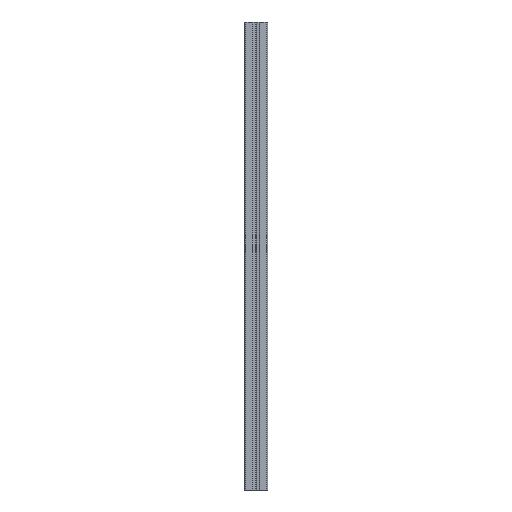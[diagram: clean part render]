
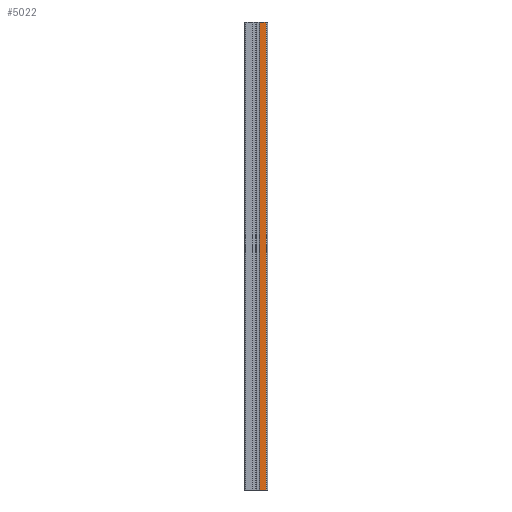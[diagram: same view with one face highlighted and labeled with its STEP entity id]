
A CAD part, front view. The second image highlights one B-rep face of the part: STEP entity #5022.
In plain terms, the highlighted planar face has unit normal (0, -1, 0).
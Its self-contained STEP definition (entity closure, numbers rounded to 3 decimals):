
#73 = EDGE_CURVE ( 'NONE', #1679, #4344, #1633, .T. ) ;
#87 = VERTEX_POINT ( 'NONE', #4151 ) ;
#184 = LINE ( 'NONE', #3285, #5760 ) ;
#327 = CARTESIAN_POINT ( 'NONE',  ( 13., -15., -575. ) ) ;
#429 = LINE ( 'NONE', #6686, #5533 ) ;
#477 = EDGE_CURVE ( 'NONE', #87, #4066, #1046, .T. ) ;
#535 = CARTESIAN_POINT ( 'NONE',  ( 4.75, -15., -575. ) ) ;
#975 = ORIENTED_EDGE ( 'NONE', *, *, #73, .F. ) ;
#1046 = LINE ( 'NONE', #535, #4185 ) ;
#1633 = LINE ( 'NONE', #3712, #5928 ) ;
#1679 = VERTEX_POINT ( 'NONE', #1841 ) ;
#1841 = CARTESIAN_POINT ( 'NONE',  ( 4.75, -15., 25. ) ) ;
#2612 = DIRECTION ( 'NONE',  ( 1., 0., 0. ) ) ;
#2704 = AXIS2_PLACEMENT_3D ( 'NONE', #5139, #3572, #3168 ) ;
#2955 = ORIENTED_EDGE ( 'NONE', *, *, #5939, .T. ) ;
#3168 = DIRECTION ( 'NONE',  ( 1., 0., 0. ) ) ;
#3282 = CARTESIAN_POINT ( 'NONE',  ( 13., -15., 25. ) ) ;
#3285 = CARTESIAN_POINT ( 'NONE',  ( 13., -15., -575. ) ) ;
#3572 = DIRECTION ( 'NONE',  ( 0., -1., 0. ) ) ;
#3637 = FACE_OUTER_BOUND ( 'NONE', #4632, .T. ) ;
#3712 = CARTESIAN_POINT ( 'NONE',  ( 4.75, -15., 25. ) ) ;
#3803 = ORIENTED_EDGE ( 'NONE', *, *, #477, .T. ) ;
#3862 = DIRECTION ( 'NONE',  ( 0., 0., 1. ) ) ;
#4066 = VERTEX_POINT ( 'NONE', #327 ) ;
#4151 = CARTESIAN_POINT ( 'NONE',  ( 4.75, -15., -575. ) ) ;
#4185 = VECTOR ( 'NONE', #2612, 1000. ) ;
#4344 = VERTEX_POINT ( 'NONE', #3282 ) ;
#4632 = EDGE_LOOP ( 'NONE', ( #975, #6616, #3803, #2955 ) ) ;
#5022 = ADVANCED_FACE ( 'NONE', ( #3637 ), #6700, .T. ) ;
#5139 = CARTESIAN_POINT ( 'NONE',  ( 4.75, -15., -575. ) ) ;
#5533 = VECTOR ( 'NONE', #6719, 1000. ) ;
#5614 = EDGE_CURVE ( 'NONE', #87, #1679, #429, .T. ) ;
#5760 = VECTOR ( 'NONE', #3862, 1000. ) ;
#5928 = VECTOR ( 'NONE', #6359, 1000. ) ;
#5939 = EDGE_CURVE ( 'NONE', #4066, #4344, #184, .T. ) ;
#6359 = DIRECTION ( 'NONE',  ( 1., 0., 0. ) ) ;
#6616 = ORIENTED_EDGE ( 'NONE', *, *, #5614, .F. ) ;
#6686 = CARTESIAN_POINT ( 'NONE',  ( 4.75, -15., -575. ) ) ;
#6700 = PLANE ( 'NONE',  #2704 ) ;
#6719 = DIRECTION ( 'NONE',  ( 0., 0., 1. ) ) ;
